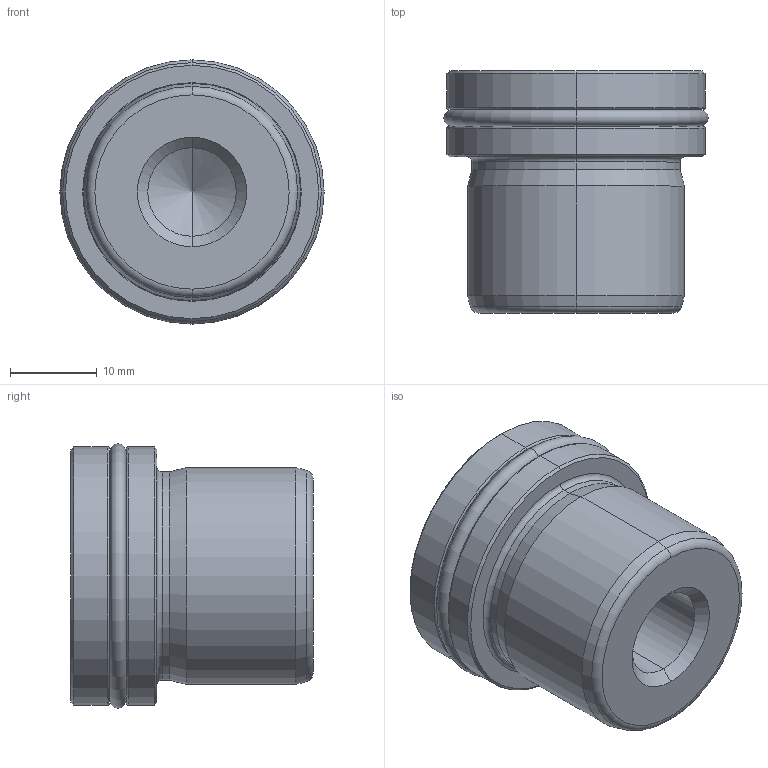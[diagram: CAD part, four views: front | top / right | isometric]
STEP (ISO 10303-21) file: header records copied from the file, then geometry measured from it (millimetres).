
FILE_DESCRIPTION (( 'STEP AP214' ), '1' );
FILE_NAME ('804 263 Nippelbefestigungsvariante D ø25 045-362-01.STEP', '2014-04-23T09:30:44', ( '' ), ( '' ), 'SwSTEP 2.0', 'SolidWorks 2013', '' );
FILE_SCHEMA (( 'AUTOMOTIVE_DESIGN' ));
Length unit declared in the file: millimetre
Products named in the file (1): 804 263 Nippelbefestigungsvariante D ø25 045-362-01
Bounding box: 30.45 x 27.9 x 30.45 mm (x, y, z)
Volume: 13473.9 mm3; surface area: 4892.7 mm2
Topology: 1 solids, 1 shells, 53 faces, 110 edges, 59 vertices
Faces by surface type: cone 20, torus 14, cylinder 14, plane 5
Entity records: 1416 total; most frequent: DIRECTION 282, CARTESIAN_POINT 217, ORIENTED_EDGE 208, AXIS2_PLACEMENT_3D 124, EDGE_CURVE 104, CIRCLE 70, EDGE_LOOP 59, VERTEX_POINT 59
